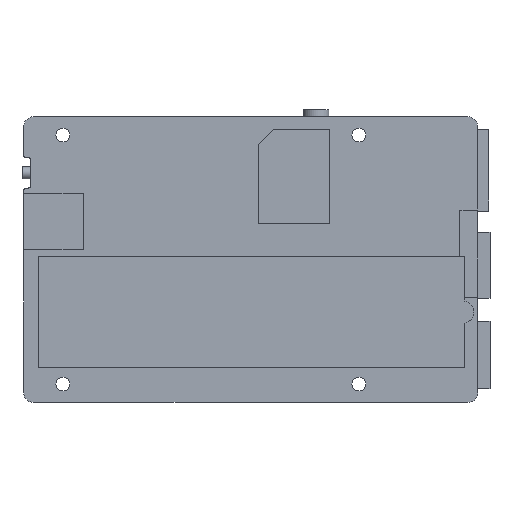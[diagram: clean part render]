
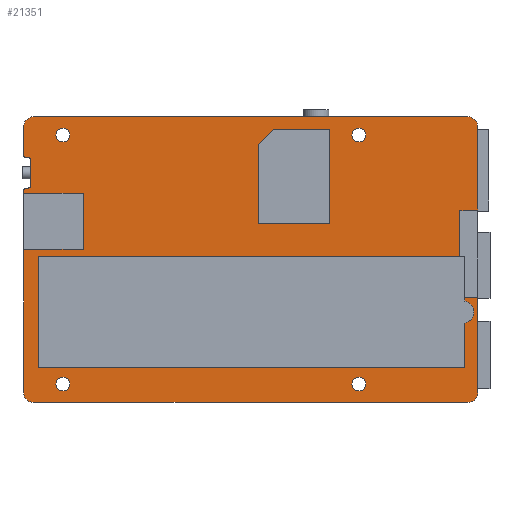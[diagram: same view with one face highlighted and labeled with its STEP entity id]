
A CAD part, front view. The second image highlights one B-rep face of the part: STEP entity #21351.
In plain terms, the highlighted planar face has unit normal (0, -1, 0).
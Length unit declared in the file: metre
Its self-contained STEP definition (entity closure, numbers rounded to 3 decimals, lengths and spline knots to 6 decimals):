
#533=CIRCLE('',#23695,0.00135);
#534=CIRCLE('',#23696,0.00135);
#535=CIRCLE('',#23697,0.00135);
#536=CIRCLE('',#23698,0.00135);
#537=CIRCLE('',#23699,0.0005);
#538=CIRCLE('',#23700,0.0005);
#539=CIRCLE('',#23701,0.0005);
#540=CIRCLE('',#23702,0.0005);
#541=CIRCLE('',#23703,0.002);
#542=CIRCLE('',#23704,0.002);
#543=CIRCLE('',#23705,0.002);
#544=CIRCLE('',#23706,0.002);
#1071=ORIENTED_EDGE('',*,*,#7410,.T.);
#1072=ORIENTED_EDGE('',*,*,#7411,.T.);
#1073=ORIENTED_EDGE('',*,*,#7412,.T.);
#1074=ORIENTED_EDGE('',*,*,#7413,.T.);
#1075=ORIENTED_EDGE('',*,*,#7389,.F.);
#1076=ORIENTED_EDGE('',*,*,#7414,.T.);
#1077=ORIENTED_EDGE('',*,*,#7415,.T.);
#1078=ORIENTED_EDGE('',*,*,#7416,.T.);
#1079=ORIENTED_EDGE('',*,*,#7417,.F.);
#1080=ORIENTED_EDGE('',*,*,#7418,.T.);
#1081=ORIENTED_EDGE('',*,*,#7419,.F.);
#1082=ORIENTED_EDGE('',*,*,#7420,.T.);
#1083=ORIENTED_EDGE('',*,*,#7421,.F.);
#1084=ORIENTED_EDGE('',*,*,#7422,.F.);
#1085=ORIENTED_EDGE('',*,*,#7423,.F.);
#1086=ORIENTED_EDGE('',*,*,#7424,.F.);
#1087=ORIENTED_EDGE('',*,*,#7425,.T.);
#1088=ORIENTED_EDGE('',*,*,#7426,.F.);
#1089=ORIENTED_EDGE('',*,*,#7427,.T.);
#1090=ORIENTED_EDGE('',*,*,#7428,.F.);
#7389=EDGE_CURVE('',#10559,#10560,#12651,.T.);
#7410=EDGE_CURVE('',#10579,#10579,#533,.T.);
#7411=EDGE_CURVE('',#10580,#10580,#534,.T.);
#7412=EDGE_CURVE('',#10581,#10581,#535,.T.);
#7413=EDGE_CURVE('',#10582,#10582,#536,.T.);
#7414=EDGE_CURVE('',#10559,#10583,#537,.F.);
#7415=EDGE_CURVE('',#10583,#10584,#12660,.T.);
#7416=EDGE_CURVE('',#10584,#10585,#538,.T.);
#7417=EDGE_CURVE('',#10586,#10585,#12661,.T.);
#7418=EDGE_CURVE('',#10586,#10587,#539,.T.);
#7419=EDGE_CURVE('',#10588,#10587,#12662,.T.);
#7420=EDGE_CURVE('',#10588,#10589,#540,.F.);
#7421=EDGE_CURVE('',#10590,#10589,#12663,.T.);
#7422=EDGE_CURVE('',#10591,#10590,#541,.T.);
#7423=EDGE_CURVE('',#10592,#10591,#12664,.T.);
#7424=EDGE_CURVE('',#10593,#10592,#542,.T.);
#7425=EDGE_CURVE('',#10593,#10594,#12665,.T.);
#7426=EDGE_CURVE('',#10595,#10594,#543,.T.);
#7427=EDGE_CURVE('',#10595,#10596,#12666,.T.);
#7428=EDGE_CURVE('',#10560,#10596,#544,.T.);
#10559=VERTEX_POINT('',#31559);
#10560=VERTEX_POINT('',#31561);
#10579=VERTEX_POINT('',#31603);
#10580=VERTEX_POINT('',#31605);
#10581=VERTEX_POINT('',#31607);
#10582=VERTEX_POINT('',#31609);
#10583=VERTEX_POINT('',#31611);
#10584=VERTEX_POINT('',#31613);
#10585=VERTEX_POINT('',#31615);
#10586=VERTEX_POINT('',#31617);
#10587=VERTEX_POINT('',#31619);
#10588=VERTEX_POINT('',#31621);
#10589=VERTEX_POINT('',#31623);
#10590=VERTEX_POINT('',#31625);
#10591=VERTEX_POINT('',#31627);
#10592=VERTEX_POINT('',#31629);
#10593=VERTEX_POINT('',#31631);
#10594=VERTEX_POINT('',#31633);
#10595=VERTEX_POINT('',#31635);
#10596=VERTEX_POINT('',#31637);
#12651=LINE('',#31560,#15251);
#12660=LINE('',#31612,#15260);
#12661=LINE('',#31616,#15261);
#12662=LINE('',#31620,#15262);
#12663=LINE('',#31624,#15263);
#12664=LINE('',#31628,#15264);
#12665=LINE('',#31632,#15265);
#12666=LINE('',#31636,#15266);
#15251=VECTOR('',#25443,1.);
#15260=VECTOR('',#25490,1.);
#15261=VECTOR('',#25493,1.);
#15262=VECTOR('',#25496,1.);
#15263=VECTOR('',#25499,1.);
#15264=VECTOR('',#25502,1.);
#15265=VECTOR('',#25505,1.);
#15266=VECTOR('',#25508,1.);
#17855=EDGE_LOOP('',(#1071));
#17856=EDGE_LOOP('',(#1072));
#17857=EDGE_LOOP('',(#1073));
#17858=EDGE_LOOP('',(#1074));
#17859=EDGE_LOOP('',(#1075,#1076,#1077,#1078,#1079,#1080,#1081,#1082,#1083,
#1084,#1085,#1086,#1087,#1088,#1089,#1090));
#19155=FACE_BOUND('',#17855,.T.);
#19156=FACE_BOUND('',#17856,.T.);
#19157=FACE_BOUND('',#17857,.T.);
#19158=FACE_BOUND('',#17858,.T.);
#19159=FACE_BOUND('',#17859,.T.);
#20451=PLANE('',#23694);
#21351=ADVANCED_FACE('',(#19155,#19156,#19157,#19158,#19159),#20451,.F.);
#23694=AXIS2_PLACEMENT_3D('',#31601,#25478,#25479);
#23695=AXIS2_PLACEMENT_3D('',#31602,#25480,#25481);
#23696=AXIS2_PLACEMENT_3D('',#31604,#25482,#25483);
#23697=AXIS2_PLACEMENT_3D('',#31606,#25484,#25485);
#23698=AXIS2_PLACEMENT_3D('',#31608,#25486,#25487);
#23699=AXIS2_PLACEMENT_3D('',#31610,#25488,#25489);
#23700=AXIS2_PLACEMENT_3D('',#31614,#25491,#25492);
#23701=AXIS2_PLACEMENT_3D('',#31618,#25494,#25495);
#23702=AXIS2_PLACEMENT_3D('',#31622,#25497,#25498);
#23703=AXIS2_PLACEMENT_3D('',#31626,#25500,#25501);
#23704=AXIS2_PLACEMENT_3D('',#31630,#25503,#25504);
#23705=AXIS2_PLACEMENT_3D('',#31634,#25506,#25507);
#23706=AXIS2_PLACEMENT_3D('',#31638,#25509,#25510);
#25443=DIRECTION('',(0.,0.,1.));
#25478=DIRECTION('',(0.,1.,0.));
#25479=DIRECTION('',(1.,0.,0.));
#25480=DIRECTION('',(0.,1.,0.));
#25481=DIRECTION('',(1.,0.,0.));
#25482=DIRECTION('',(0.,1.,0.));
#25483=DIRECTION('',(1.,0.,0.));
#25484=DIRECTION('',(0.,1.,0.));
#25485=DIRECTION('',(1.,0.,0.));
#25486=DIRECTION('',(0.,1.,0.));
#25487=DIRECTION('',(1.,0.,0.));
#25488=DIRECTION('',(0.,1.,0.));
#25489=DIRECTION('',(1.,0.,0.));
#25490=DIRECTION('',(1.,0.,0.));
#25491=DIRECTION('',(0.,1.,0.));
#25492=DIRECTION('',(1.,0.,0.));
#25493=DIRECTION('',(0.,0.,1.));
#25494=DIRECTION('',(0.,1.,0.));
#25495=DIRECTION('',(1.,0.,0.));
#25496=DIRECTION('',(1.,0.,0.));
#25497=DIRECTION('',(0.,1.,0.));
#25498=DIRECTION('',(1.,0.,0.));
#25499=DIRECTION('',(0.,0.,1.));
#25500=DIRECTION('',(0.,1.,0.));
#25501=DIRECTION('',(1.,0.,0.));
#25502=DIRECTION('',(-1.,0.,0.));
#25503=DIRECTION('',(0.,1.,0.));
#25504=DIRECTION('',(1.,0.,0.));
#25505=DIRECTION('',(0.,0.,1.));
#25506=DIRECTION('',(0.,1.,0.));
#25507=DIRECTION('',(1.,0.,0.));
#25508=DIRECTION('',(-1.,0.,0.));
#25509=DIRECTION('',(0.,1.,0.));
#25510=DIRECTION('',(1.,0.,0.));
#31559=CARTESIAN_POINT('',(-0.0445,0.,0.0205));
#31560=CARTESIAN_POINT('',(-0.0445,0.,0.));
#31561=CARTESIAN_POINT('',(-0.0445,0.,0.026));
#31601=CARTESIAN_POINT('',(0.,0.,0.));
#31602=CARTESIAN_POINT('',(-0.0368,0.,-0.0244));
#31603=CARTESIAN_POINT('',(-0.03545,0.,-0.0244));
#31604=CARTESIAN_POINT('',(-0.0368,0.,0.0244));
#31605=CARTESIAN_POINT('',(-0.03545,0.,0.0244));
#31606=CARTESIAN_POINT('',(0.0212,0.,-0.0244));
#31607=CARTESIAN_POINT('',(0.02255,0.,-0.0244));
#31608=CARTESIAN_POINT('',(0.0212,0.,0.0244));
#31609=CARTESIAN_POINT('',(0.02255,0.,0.0244));
#31610=CARTESIAN_POINT('',(-0.044,0.,0.0205));
#31611=CARTESIAN_POINT('',(-0.044,0.,0.02));
#31612=CARTESIAN_POINT('',(0.,0.,0.02));
#31613=CARTESIAN_POINT('',(-0.0436,0.,0.02));
#31614=CARTESIAN_POINT('',(-0.0436,0.,0.0195));
#31615=CARTESIAN_POINT('',(-0.0431,0.,0.0195));
#31616=CARTESIAN_POINT('',(-0.0431,0.,0.));
#31617=CARTESIAN_POINT('',(-0.0431,0.,0.0145));
#31618=CARTESIAN_POINT('',(-0.0436,0.,0.0145));
#31619=CARTESIAN_POINT('',(-0.0436,0.,0.014));
#31620=CARTESIAN_POINT('',(0.,0.,0.014));
#31621=CARTESIAN_POINT('',(-0.044,0.,0.014));
#31622=CARTESIAN_POINT('',(-0.044,0.,0.0135));
#31623=CARTESIAN_POINT('',(-0.0445,0.,0.0135));
#31624=CARTESIAN_POINT('',(-0.0445,0.,0.));
#31625=CARTESIAN_POINT('',(-0.0445,0.,-0.026));
#31626=CARTESIAN_POINT('',(-0.0425,0.,-0.026));
#31627=CARTESIAN_POINT('',(-0.0425,0.,-0.028));
#31628=CARTESIAN_POINT('',(0.,0.,-0.028));
#31629=CARTESIAN_POINT('',(0.0425,0.,-0.028));
#31630=CARTESIAN_POINT('',(0.0425,0.,-0.026));
#31631=CARTESIAN_POINT('',(0.0445,0.,-0.026));
#31632=CARTESIAN_POINT('',(0.0445,0.,0.));
#31633=CARTESIAN_POINT('',(0.0445,0.,0.026));
#31634=CARTESIAN_POINT('',(0.0425,0.,0.026));
#31635=CARTESIAN_POINT('',(0.0425,0.,0.028));
#31636=CARTESIAN_POINT('',(0.,0.,0.028));
#31637=CARTESIAN_POINT('',(-0.0425,0.,0.028));
#31638=CARTESIAN_POINT('',(-0.0425,0.,0.026));
